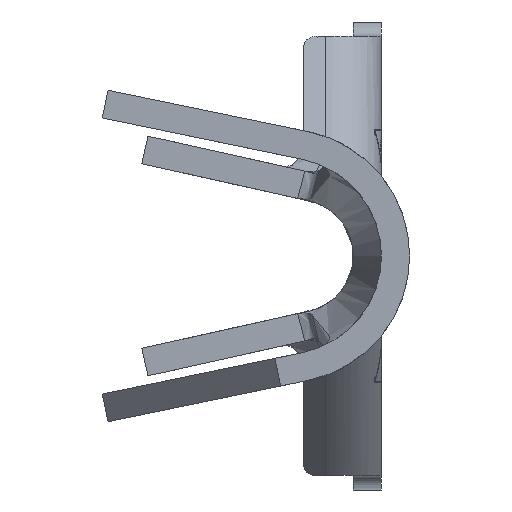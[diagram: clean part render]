
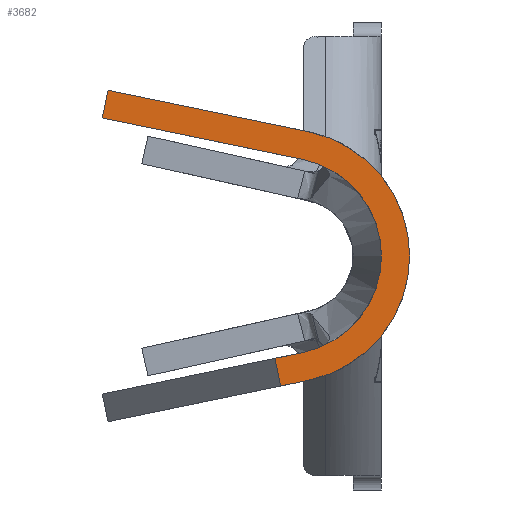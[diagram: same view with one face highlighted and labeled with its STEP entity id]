
A CAD part, left-side view. The second image highlights one B-rep face of the part: STEP entity #3682.
In plain terms, the highlighted planar face has unit normal (-1, 0, 0).
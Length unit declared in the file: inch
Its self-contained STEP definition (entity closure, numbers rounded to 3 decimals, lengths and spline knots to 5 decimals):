
#30 = VERTEX_POINT ( 'NONE', #4661 ) ;
#110 = ORIENTED_EDGE ( 'NONE', *, *, #4777, .T. ) ;
#141 = LINE ( 'NONE', #5454, #1687 ) ;
#245 = AXIS2_PLACEMENT_3D ( 'NONE', #6259, #2464, #6890 ) ;
#457 = LINE ( 'NONE', #6293, #1987 ) ;
#467 = VECTOR ( 'NONE', #2243, 39.37008 ) ;
#613 = ORIENTED_EDGE ( 'NONE', *, *, #2111, .T. ) ;
#685 = CARTESIAN_POINT ( 'NONE',  ( -0.627, 0.198, 0.09791 ) ) ;
#998 = LINE ( 'NONE', #4961, #3793 ) ;
#1155 = DIRECTION ( 'NONE',  ( 1., 0., 0. ) ) ;
#1206 = DIRECTION ( 'NONE',  ( 0., -0.979, -0.202 ) ) ;
#1418 = EDGE_CURVE ( 'NONE', #8029, #2263, #998, .T. ) ;
#1545 = EDGE_CURVE ( 'NONE', #1553, #8116, #8037, .T. ) ;
#1553 = VERTEX_POINT ( 'NONE', #8200 ) ;
#1687 = VECTOR ( 'NONE', #4259, 39.37008 ) ;
#1870 = CARTESIAN_POINT ( 'NONE',  ( -0.627, 0.0518, 0.08814 ) ) ;
#1936 = CARTESIAN_POINT ( 'NONE',  ( -0.627, 0.0518, -0.08814 ) ) ;
#1987 = VECTOR ( 'NONE', #1206, 39.37008 ) ;
#2111 = EDGE_CURVE ( 'NONE', #7282, #1553, #2220, .T. ) ;
#2220 = LINE ( 'NONE', #7929, #467 ) ;
#2243 = DIRECTION ( 'NONE',  ( 0., 0.979, 0.202 ) ) ;
#2263 = VERTEX_POINT ( 'NONE', #1936 ) ;
#2304 = EDGE_LOOP ( 'NONE', ( #6355, #5043, #6573, #613, #3958, #6243, #110, #7602 ) ) ;
#2464 = DIRECTION ( 'NONE',  ( -1., 0., 0. ) ) ;
#2660 = VECTOR ( 'NONE', #4177, 39.37008 ) ;
#2809 = EDGE_CURVE ( 'NONE', #8116, #30, #457, .T. ) ;
#2869 = LINE ( 'NONE', #6676, #2660 ) ;
#3062 = AXIS2_PLACEMENT_3D ( 'NONE', #5005, #1155, #5612 ) ;
#3115 = AXIS2_PLACEMENT_3D ( 'NONE', #6454, #7704, #3942 ) ;
#3682 = ADVANCED_FACE ( 'NONE', ( #6780 ), #7082, .T. ) ;
#3793 = VECTOR ( 'NONE', #5572, 39.37008 ) ;
#3796 = DIRECTION ( 'NONE',  ( 0., 0.202, -0.979 ) ) ;
#3942 = DIRECTION ( 'NONE',  ( 0., 0., 1. ) ) ;
#3958 = ORIENTED_EDGE ( 'NONE', *, *, #1545, .T. ) ;
#4177 = DIRECTION ( 'NONE',  ( 0., 0.979, -0.202 ) ) ;
#4259 = DIRECTION ( 'NONE',  ( 0., -0.202, -0.979 ) ) ;
#4422 = CARTESIAN_POINT ( 'NONE',  ( -0.627, 0.07154, -0.09222 ) ) ;
#4661 = CARTESIAN_POINT ( 'NONE',  ( -0.627, 0.05584, 0.06855 ) ) ;
#4777 = EDGE_CURVE ( 'NONE', #30, #5637, #7941, .T. ) ;
#4961 = CARTESIAN_POINT ( 'NONE',  ( -0.627, 0.0518, -0.08814 ) ) ;
#5005 = CARTESIAN_POINT ( 'NONE',  ( -0.627, 0.07, 0. ) ) ;
#5043 = ORIENTED_EDGE ( 'NONE', *, *, #1418, .T. ) ;
#5098 = VECTOR ( 'NONE', #3796, 39.37008 ) ;
#5454 = CARTESIAN_POINT ( 'NONE',  ( -0.627, 0.07558, -0.07263 ) ) ;
#5572 = DIRECTION ( 'NONE',  ( 0., -0.979, 0.202 ) ) ;
#5612 = DIRECTION ( 'NONE',  ( 0., 0., 1. ) ) ;
#5632 = EDGE_CURVE ( 'NONE', #7756, #8029, #141, .T. ) ;
#5637 = VERTEX_POINT ( 'NONE', #8000 ) ;
#5777 = CIRCLE ( 'NONE', #245, 0.09 ) ;
#6243 = ORIENTED_EDGE ( 'NONE', *, *, #2809, .T. ) ;
#6259 = CARTESIAN_POINT ( 'NONE',  ( -0.627, 0.07, 0. ) ) ;
#6293 = CARTESIAN_POINT ( 'NONE',  ( -0.627, 0.05584, 0.06855 ) ) ;
#6355 = ORIENTED_EDGE ( 'NONE', *, *, #5632, .T. ) ;
#6454 = CARTESIAN_POINT ( 'NONE',  ( -0.627, 0.07, 0. ) ) ;
#6573 = ORIENTED_EDGE ( 'NONE', *, *, #7551, .T. ) ;
#6676 = CARTESIAN_POINT ( 'NONE',  ( -0.627, 0.05584, -0.06855 ) ) ;
#6780 = FACE_OUTER_BOUND ( 'NONE', #2304, .T. ) ;
#6890 = DIRECTION ( 'NONE',  ( 0., 0., 1. ) ) ;
#7082 = PLANE ( 'NONE',  #3115 ) ;
#7160 = CARTESIAN_POINT ( 'NONE',  ( -0.627, 0.07558, -0.07263 ) ) ;
#7282 = VERTEX_POINT ( 'NONE', #1870 ) ;
#7382 = EDGE_CURVE ( 'NONE', #5637, #7756, #2869, .T. ) ;
#7551 = EDGE_CURVE ( 'NONE', #2263, #7282, #5777, .T. ) ;
#7565 = CARTESIAN_POINT ( 'NONE',  ( -0.627, 0.198, 0.09791 ) ) ;
#7602 = ORIENTED_EDGE ( 'NONE', *, *, #7382, .T. ) ;
#7704 = DIRECTION ( 'NONE',  ( -1., 0., 0. ) ) ;
#7756 = VERTEX_POINT ( 'NONE', #7160 ) ;
#7929 = CARTESIAN_POINT ( 'NONE',  ( -0.627, 0.0518, 0.08814 ) ) ;
#7941 = CIRCLE ( 'NONE', #3062, 0.07 ) ;
#8000 = CARTESIAN_POINT ( 'NONE',  ( -0.627, 0.05584, -0.06855 ) ) ;
#8029 = VERTEX_POINT ( 'NONE', #4422 ) ;
#8037 = LINE ( 'NONE', #7565, #5098 ) ;
#8116 = VERTEX_POINT ( 'NONE', #685 ) ;
#8200 = CARTESIAN_POINT ( 'NONE',  ( -0.627, 0.19395, 0.1175 ) ) ;
